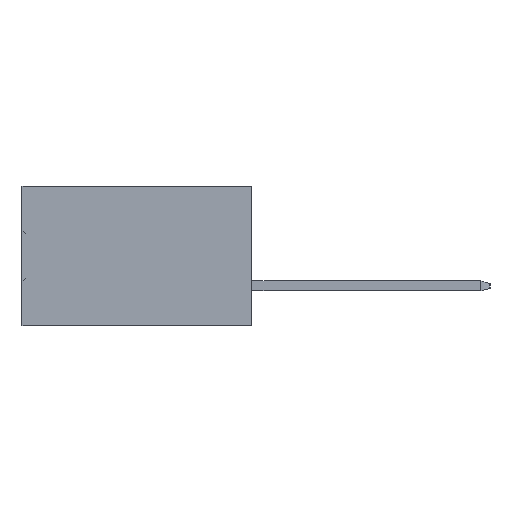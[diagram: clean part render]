
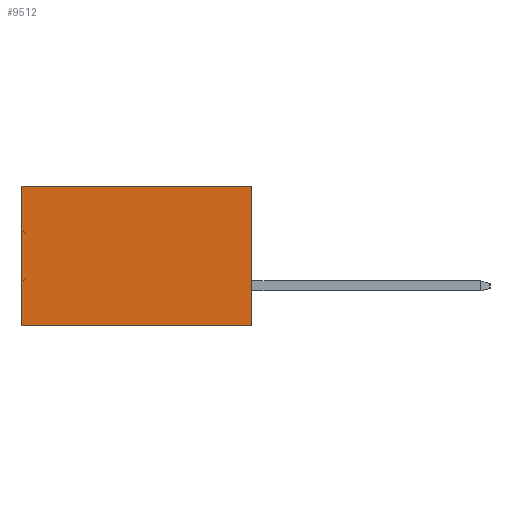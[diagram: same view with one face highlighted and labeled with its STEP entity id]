
A CAD part, left-side view. The second image highlights one B-rep face of the part: STEP entity #9512.
In plain terms, the highlighted planar face has unit normal (-1, 0, 0).
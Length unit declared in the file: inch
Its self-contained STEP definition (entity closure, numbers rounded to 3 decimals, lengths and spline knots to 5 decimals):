
#717 = CARTESIAN_POINT ( 'NONE',  ( 0.3205, 0.72, -0.437 ) ) ;
#789 = VERTEX_POINT ( 'NONE', #27064 ) ;
#1217 = VECTOR ( 'NONE', #23079, 39.37008 ) ;
#1569 = VECTOR ( 'NONE', #4344, 39.37008 ) ;
#1867 = FACE_OUTER_BOUND ( 'NONE', #23299, .T. ) ;
#2699 = DIRECTION ( 'NONE',  ( 0., 1., 0. ) ) ;
#2747 = ORIENTED_EDGE ( 'NONE', *, *, #20240, .F. ) ;
#3646 = DIRECTION ( 'NONE',  ( 0., 0., -1. ) ) ;
#4254 = DIRECTION ( 'NONE',  ( 0., 0., -1. ) ) ;
#4344 = DIRECTION ( 'NONE',  ( 0., 0., -1. ) ) ;
#4587 = VECTOR ( 'NONE', #3646, 39.37008 ) ;
#5487 = VERTEX_POINT ( 'NONE', #6235 ) ;
#5876 = LINE ( 'NONE', #28834, #4587 ) ;
#6235 = CARTESIAN_POINT ( 'NONE',  ( 0.3205, 0.72, 0. ) ) ;
#7157 = LINE ( 'NONE', #9255, #17150 ) ;
#9255 = CARTESIAN_POINT ( 'NONE',  ( 0.3205, 0., -0.437 ) ) ;
#9512 = ADVANCED_FACE ( 'NONE', ( #1867 ), #28695, .F. ) ;
#10028 = LINE ( 'NONE', #19105, #1569 ) ;
#10560 = EDGE_CURVE ( 'NONE', #789, #5487, #16384, .T. ) ;
#15085 = VERTEX_POINT ( 'NONE', #25341 ) ;
#15140 = CARTESIAN_POINT ( 'NONE',  ( 0.3205, 0., -0.437 ) ) ;
#16384 = LINE ( 'NONE', #28145, #1217 ) ;
#16610 = ORIENTED_EDGE ( 'NONE', *, *, #10560, .T. ) ;
#17150 = VECTOR ( 'NONE', #2699, 39.37008 ) ;
#19105 = CARTESIAN_POINT ( 'NONE',  ( 0.3205, 0., -0.437 ) ) ;
#19565 = ORIENTED_EDGE ( 'NONE', *, *, #25071, .F. ) ;
#20240 = EDGE_CURVE ( 'NONE', #15085, #28668, #7157, .T. ) ;
#23079 = DIRECTION ( 'NONE',  ( 0., 1., 0. ) ) ;
#23299 = EDGE_LOOP ( 'NONE', ( #24586, #2747, #19565, #16610 ) ) ;
#24218 = DIRECTION ( 'NONE',  ( 1., 0., 0. ) ) ;
#24586 = ORIENTED_EDGE ( 'NONE', *, *, #29241, .T. ) ;
#25071 = EDGE_CURVE ( 'NONE', #789, #15085, #10028, .T. ) ;
#25341 = CARTESIAN_POINT ( 'NONE',  ( 0.3205, 0., -0.437 ) ) ;
#27064 = CARTESIAN_POINT ( 'NONE',  ( 0.3205, 0., 0. ) ) ;
#28145 = CARTESIAN_POINT ( 'NONE',  ( 0.3205, 0., 0. ) ) ;
#28520 = AXIS2_PLACEMENT_3D ( 'NONE', #15140, #24218, #4254 ) ;
#28668 = VERTEX_POINT ( 'NONE', #717 ) ;
#28695 = PLANE ( 'NONE',  #28520 ) ;
#28834 = CARTESIAN_POINT ( 'NONE',  ( 0.3205, 0.72, -0.437 ) ) ;
#29241 = EDGE_CURVE ( 'NONE', #5487, #28668, #5876, .T. ) ;
